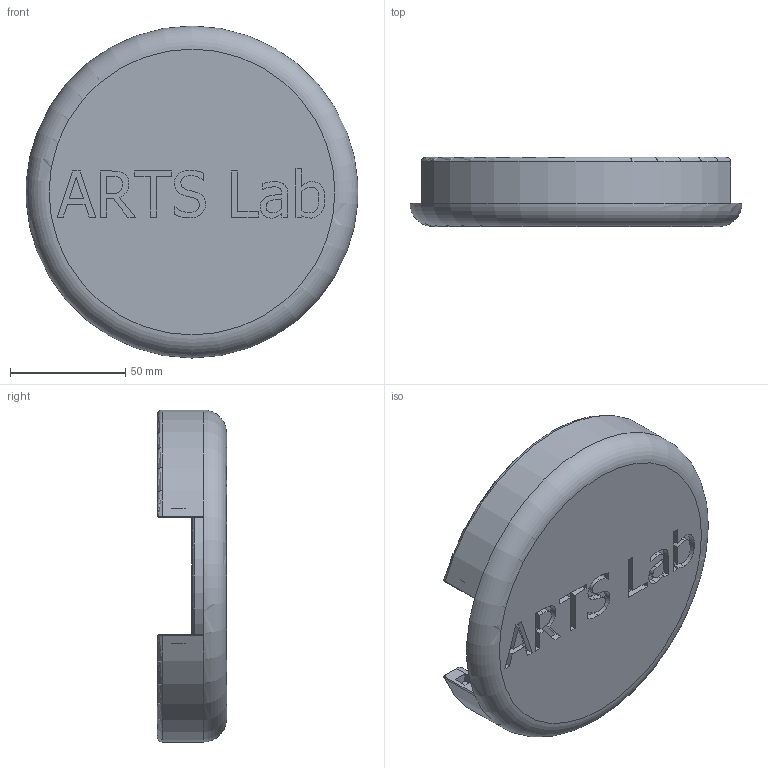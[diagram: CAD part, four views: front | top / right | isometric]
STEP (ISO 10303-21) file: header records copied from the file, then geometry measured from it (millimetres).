
FILE_DESCRIPTION(/* description */ (''),/* implementation_level */ '2;1');
FILE_NAME(/* name */ 'Head Plate Cap.stp',/* time_stamp */ '2025-11-05T17:23:47-05:00',/* author */ ('mateo'),/* organization */ (''),/* preprocessor_version */ 'ST-DEVELOPER v20.1',/* originating_system */ 'Autodesk Inventor 2026',/* authorisation */ '');
FILE_SCHEMA (('AUTOMOTIVE_DESIGN { 1 0 10303 214 3 1 1 }'));
Length unit declared in the file: millimetre
Products named in the file (1): Head Plate Cover Cap
Bounding box: 143.7 x 30 x 144 mm (x, y, z)
Volume: 244793.3 mm3; surface area: 51979.6 mm2
Topology: 1 solids, 1 shells, 466 faces, 1243 edges, 822 vertices
Faces by surface type: plane 290, bspline 157, cylinder 9, cone 7, torus 3
Full cylindrical faces by diameter (mm): 83.7 x1
Entity records: 15800 total; most frequent: CARTESIAN_POINT 5188, ORIENTED_EDGE 2486, DIRECTION 1582, EDGE_CURVE 1243, LINE 896, VECTOR 896, VERTEX_POINT 822, EDGE_LOOP 509
